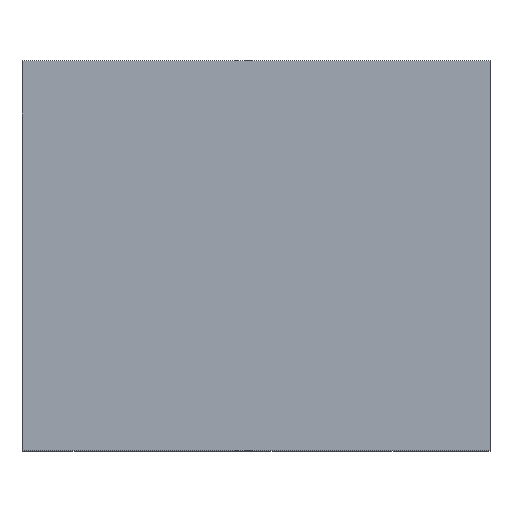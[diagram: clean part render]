
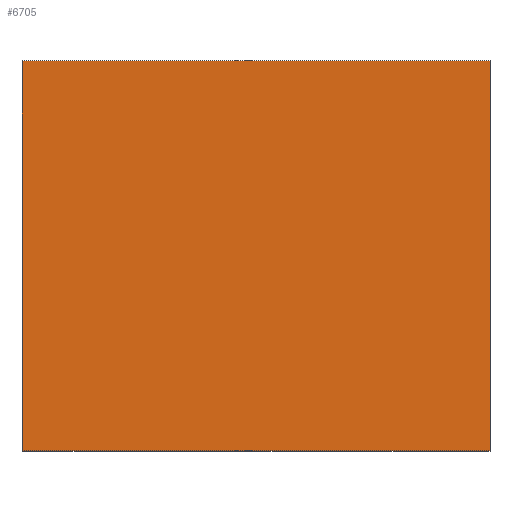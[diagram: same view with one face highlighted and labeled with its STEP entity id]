
A CAD part, top view. The second image highlights one B-rep face of the part: STEP entity #6705.
In plain terms, the highlighted face is planar.
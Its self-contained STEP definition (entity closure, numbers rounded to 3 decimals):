
#5293=DIRECTION('',(1.,0.,0.));
#5294=VECTOR('',#5293,3.);
#5295=CARTESIAN_POINT('',(-1.5,0.975,1.25));
#5296=LINE('',#5295,#5294);
#5300=DIRECTION('',(0.,0.,1.));
#5301=VECTOR('',#5300,2.5);
#5302=CARTESIAN_POINT('',(-1.5,0.975,-1.25));
#5303=LINE('',#5302,#5301);
#5307=DIRECTION('',(-1.,0.,0.));
#5308=VECTOR('',#5307,3.);
#5309=CARTESIAN_POINT('',(1.5,0.975,-1.25));
#5310=LINE('',#5309,#5308);
#5314=DIRECTION('',(0.,0.,-1.));
#5315=VECTOR('',#5314,2.5);
#5316=CARTESIAN_POINT('',(1.5,0.975,1.25));
#5317=LINE('',#5316,#5315);
#5664=CARTESIAN_POINT('',(-1.5,0.975,1.25));
#5665=CARTESIAN_POINT('',(1.5,0.975,1.25));
#5666=VERTEX_POINT('',#5664);
#5667=VERTEX_POINT('',#5665);
#5668=CARTESIAN_POINT('',(1.5,0.975,-1.25));
#5669=VERTEX_POINT('',#5668);
#5670=CARTESIAN_POINT('',(-1.5,0.975,-1.25));
#5671=VERTEX_POINT('',#5670);
#6693=CARTESIAN_POINT('',(0.,0.975,0.));
#6694=DIRECTION('',(0.,1.,0.));
#6695=DIRECTION('',(1.,0.,0.));
#6696=AXIS2_PLACEMENT_3D('',#6693,#6694,#6695);
#6697=PLANE('',#6696);
#6698=ORIENTED_EDGE('',*,*,#6567,.F.);
#6699=ORIENTED_EDGE('',*,*,#6637,.F.);
#6700=ORIENTED_EDGE('',*,*,#6259,.F.);
#6702=ORIENTED_EDGE('',*,*,#6701,.F.);
#6703=EDGE_LOOP('',(#6698,#6699,#6700,#6702));
#6704=FACE_OUTER_BOUND('',#6703,.F.);
#6259=EDGE_CURVE('',#5669,#5671,#5310,.T.);
#6567=EDGE_CURVE('',#5666,#5667,#5296,.T.);
#6637=EDGE_CURVE('',#5671,#5666,#5303,.T.);
#6701=EDGE_CURVE('',#5667,#5669,#5317,.T.);
#6705=ADVANCED_FACE('',(#6704),#6697,.T.);
